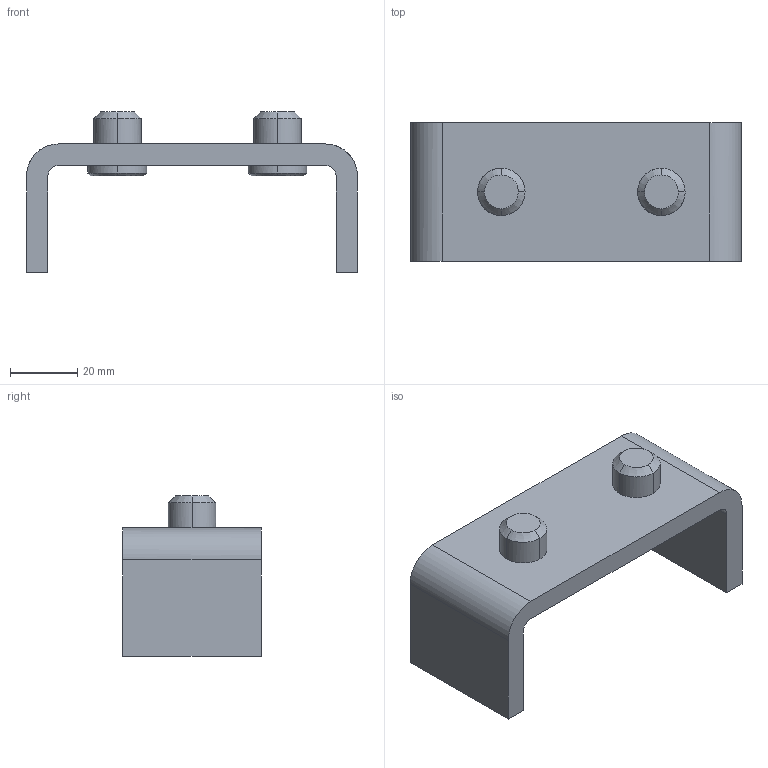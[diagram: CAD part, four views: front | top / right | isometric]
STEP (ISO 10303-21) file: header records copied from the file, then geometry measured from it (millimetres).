
FILE_DESCRIPTION(('TurboCAD Mac Pro'),'Build 980');
FILE_NAME('P9207.stp',' ',(''),(''),'ACIS Interop','IMSI','TurboCAD Mac Pro BY IMSI, INCORPORATED');
FILE_SCHEMA(('automotive_design'));
Length unit declared in the file: inch
Products named in the file (1): 1
Bounding box: 98.42 x 41.27 x 47.62 mm (x, y, z)
Volume: 45306.7 mm3; surface area: 16446.1 mm2
Topology: 1 solids, 1 shells, 50 faces, 116 edges, 72 vertices
Faces by surface type: bspline 36, plane 14
Entity records: 3328 total; most frequent: CARTESIAN_POINT 1731, ORIENTED_EDGE 232, EDGE_CURVE 116, STYLED_ITEM 103, PRESENTATION_STYLE_ASSIGNMENT 103, COLOUR_RGB 103, DIRECTION 90, VERTEX_POINT 72
